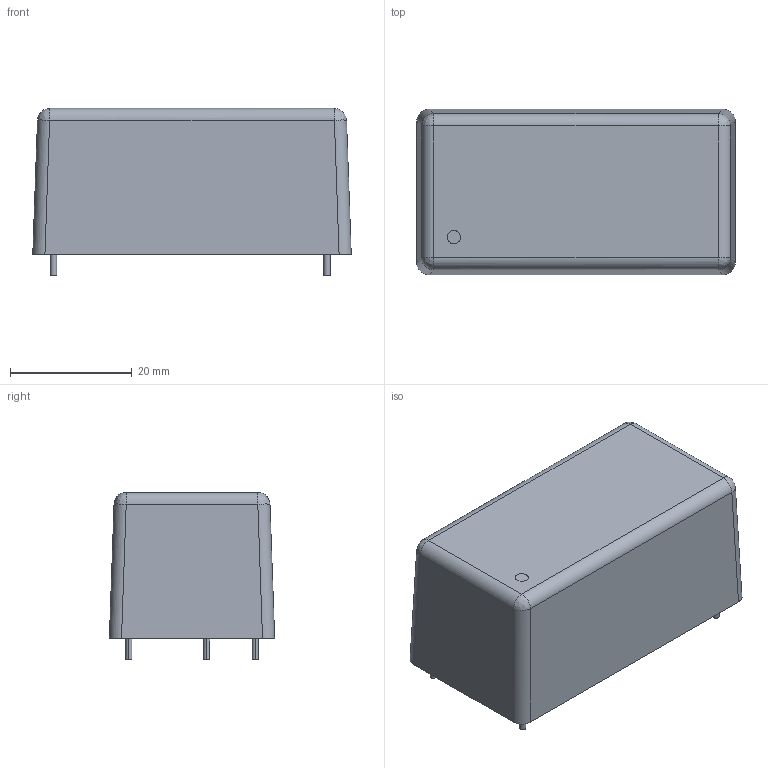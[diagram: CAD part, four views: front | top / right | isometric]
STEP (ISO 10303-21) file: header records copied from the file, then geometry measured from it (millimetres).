
FILE_DESCRIPTION(('Open CASCADE Model'),'2;1');
FILE_NAME('Open CASCADE Shape Model','2025-10-16T00:58:15',('Author'),( 'Open CASCADE'),'Open CASCADE STEP processor 7.8','Open CASCADE 7.8' ,'Unknown');
FILE_SCHEMA(('AUTOMOTIVE_DESIGN { 1 0 10303 214 1 1 1 1 }'));
Length unit declared in the file: millimetre
Products named in the file (1): SOLID
Bounding box: 52.4 x 27.2 x 27.5 mm (x, y, z)
Volume: 31190.6 mm3; surface area: 6470.3 mm2
Topology: 1 solids, 1 shells, 117 faces, 294 edges, 192 vertices
Faces by surface type: bspline 117
Entity records: 4912 total; most frequent: CARTESIAN_POINT 2257, ORIENTED_EDGE 588, EDGE_CURVE 294, B_SPLINE_CURVE_WITH_KNOTS 258, VERTEX_POINT 192, FACE_BOUND 130, EDGE_LOOP 130, PRESENTATION_STYLE_ASSIGNMENT 118
